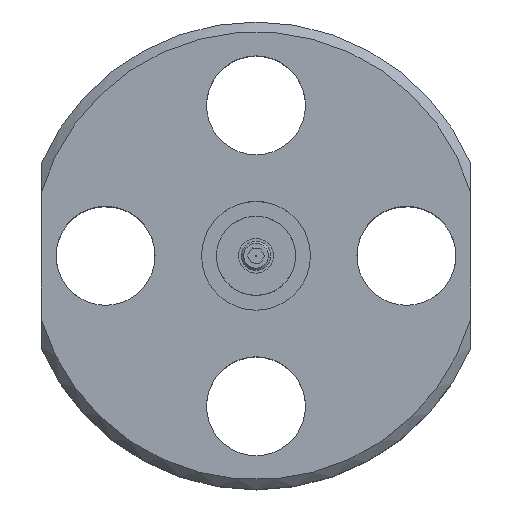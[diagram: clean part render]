
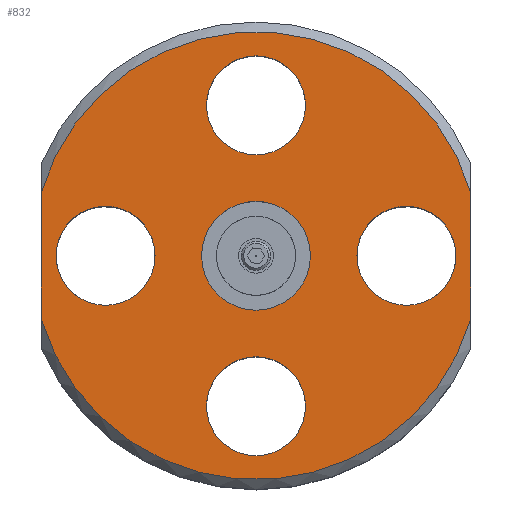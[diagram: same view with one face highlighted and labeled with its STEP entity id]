
A CAD part, top view. The second image highlights one B-rep face of the part: STEP entity #832.
In plain terms, the highlighted planar face has unit normal (0, 0, 1).
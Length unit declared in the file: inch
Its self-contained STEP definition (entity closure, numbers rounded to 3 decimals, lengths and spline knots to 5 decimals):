
#528 = VERTEX_POINT ( 'NONE', #2327 ) ;
#551 = VERTEX_POINT ( 'NONE', #2437 ) ;
#552 = EDGE_CURVE ( 'NONE', #551, #528, #2478, .T. ) ;
#563 = EDGE_CURVE ( 'NONE', #566, #564, #2446, .T. ) ;
#564 = VERTEX_POINT ( 'NONE', #2442 ) ;
#566 = VERTEX_POINT ( 'NONE', #2441 ) ;
#602 = VERTEX_POINT ( 'NONE', #2518 ) ;
#615 = EDGE_CURVE ( 'NONE', #616, #602, #2545, .T. ) ;
#616 = VERTEX_POINT ( 'NONE', #2537 ) ;
#777 = VERTEX_POINT ( 'NONE', #2927 ) ;
#778 = EDGE_CURVE ( 'NONE', #777, #780, #2925, .T. ) ;
#780 = VERTEX_POINT ( 'NONE', #2973 ) ;
#803 = ORIENTED_EDGE ( 'NONE', *, *, #2190, .F. ) ;
#817 = EDGE_LOOP ( 'NONE', ( #863, #862 ) ) ;
#824 = EDGE_CURVE ( 'NONE', #777, #602, #2976, .T. ) ;
#828 = ORIENTED_EDGE ( 'NONE', *, *, #824, .T. ) ;
#830 = EDGE_LOOP ( 'NONE', ( #831, #828, #851, #848 ) ) ;
#831 = ORIENTED_EDGE ( 'NONE', *, *, #778, .F. ) ;
#832 = ADVANCED_FACE ( 'NONE', ( #3024, #3023, #3022, #3021, #3020, #3019 ), #3018, .T. ) ;
#834 = EDGE_LOOP ( 'NONE', ( #835, #803 ) ) ;
#835 = ORIENTED_EDGE ( 'NONE', *, *, #837, .F. ) ;
#837 = EDGE_CURVE ( 'NONE', #2195, #2214, #3008, .T. ) ;
#838 = ORIENTED_EDGE ( 'NONE', *, *, #841, .F. ) ;
#839 = EDGE_LOOP ( 'NONE', ( #838, #840 ) ) ;
#840 = ORIENTED_EDGE ( 'NONE', *, *, #7012, .F. ) ;
#841 = EDGE_CURVE ( 'NONE', #7003, #7011, #3074, .T. ) ;
#843 = ORIENTED_EDGE ( 'NONE', *, *, #1060, .F. ) ;
#845 = ORIENTED_EDGE ( 'NONE', *, *, #846, .F. ) ;
#846 = EDGE_CURVE ( 'NONE', #1062, #1058, #3063, .T. ) ;
#848 = ORIENTED_EDGE ( 'NONE', *, *, #850, .T. ) ;
#849 = EDGE_LOOP ( 'NONE', ( #845, #843 ) ) ;
#850 = EDGE_CURVE ( 'NONE', #616, #780, #3058, .T. ) ;
#851 = ORIENTED_EDGE ( 'NONE', *, *, #615, .F. ) ;
#857 = ORIENTED_EDGE ( 'NONE', *, *, #563, .F. ) ;
#859 = EDGE_LOOP ( 'NONE', ( #860, #857 ) ) ;
#860 = ORIENTED_EDGE ( 'NONE', *, *, #861, .F. ) ;
#861 = EDGE_CURVE ( 'NONE', #564, #566, #3098, .T. ) ;
#862 = ORIENTED_EDGE ( 'NONE', *, *, #552, .F. ) ;
#863 = ORIENTED_EDGE ( 'NONE', *, *, #867, .F. ) ;
#867 = EDGE_CURVE ( 'NONE', #528, #551, #3092, .T. ) ;
#1058 = VERTEX_POINT ( 'NONE', #3633 ) ;
#1060 = EDGE_CURVE ( 'NONE', #1058, #1062, #3632, .T. ) ;
#1062 = VERTEX_POINT ( 'NONE', #3626 ) ;
#2190 = EDGE_CURVE ( 'NONE', #2214, #2195, #5822, .T. ) ;
#2195 = VERTEX_POINT ( 'NONE', #5855 ) ;
#2214 = VERTEX_POINT ( 'NONE', #5882 ) ;
#2327 = CARTESIAN_POINT ( 'NONE',  ( 2.525, 0., 1.47638 ) ) ;
#2437 = CARTESIAN_POINT ( 'NONE',  ( 1.275, 0., 1.47638 ) ) ;
#2441 = CARTESIAN_POINT ( 'NONE',  ( -0.625, 1.9, 1.47638 ) ) ;
#2442 = CARTESIAN_POINT ( 'NONE',  ( 0.625, 1.9, 1.47638 ) ) ;
#2443 = DIRECTION ( 'NONE',  ( 1., 0., 0. ) ) ;
#2444 = DIRECTION ( 'NONE',  ( 0., 0., 1. ) ) ;
#2445 = AXIS2_PLACEMENT_3D ( 'NONE', #2450, #2444, #2443 ) ;
#2446 = CIRCLE ( 'NONE', #2445, 0.625 ) ;
#2450 = CARTESIAN_POINT ( 'NONE',  ( 0., 1.9, 1.47638 ) ) ;
#2474 = DIRECTION ( 'NONE',  ( 1., 0., 0. ) ) ;
#2475 = DIRECTION ( 'NONE',  ( 0., 0., 1. ) ) ;
#2476 = CARTESIAN_POINT ( 'NONE',  ( 1.9, 0., 1.47638 ) ) ;
#2477 = AXIS2_PLACEMENT_3D ( 'NONE', #2476, #2475, #2474 ) ;
#2478 = CIRCLE ( 'NONE', #2477, 0.625 ) ;
#2518 = CARTESIAN_POINT ( 'NONE',  ( -2.712, 0.80079, 1.47638 ) ) ;
#2537 = CARTESIAN_POINT ( 'NONE',  ( -2.712, -0.80079, 1.47638 ) ) ;
#2538 = DIRECTION ( 'NONE',  ( 0., 1., 0. ) ) ;
#2539 = VECTOR ( 'NONE', #2538, 39.37008 ) ;
#2540 = CARTESIAN_POINT ( 'NONE',  ( -2.712, 1.16783, 1.47638 ) ) ;
#2545 = LINE ( 'NONE', #2540, #2539 ) ;
#2918 = DIRECTION ( 'NONE',  ( 0., -1., 0. ) ) ;
#2919 = VECTOR ( 'NONE', #2918, 39.37008 ) ;
#2925 = LINE ( 'NONE', #2926, #2919 ) ;
#2926 = CARTESIAN_POINT ( 'NONE',  ( 2.712, 1.16783, 1.47638 ) ) ;
#2927 = CARTESIAN_POINT ( 'NONE',  ( 2.712, 0.80079, 1.47638 ) ) ;
#2973 = CARTESIAN_POINT ( 'NONE',  ( 2.712, -0.80079, 1.47638 ) ) ;
#2974 = CARTESIAN_POINT ( 'NONE',  ( 0., 0., 1.47638 ) ) ;
#2975 = AXIS2_PLACEMENT_3D ( 'NONE', #2974, #3037, #3036 ) ;
#2976 = CIRCLE ( 'NONE', #2975, 2.82776 ) ;
#3004 = DIRECTION ( 'NONE',  ( 1., 0., 0. ) ) ;
#3005 = DIRECTION ( 'NONE',  ( 0., 0., 1. ) ) ;
#3006 = CARTESIAN_POINT ( 'NONE',  ( 0., 0., 1.47638 ) ) ;
#3007 = AXIS2_PLACEMENT_3D ( 'NONE', #3006, #3005, #3004 ) ;
#3008 = CIRCLE ( 'NONE', #3007, 0.6875 ) ;
#3013 = DIRECTION ( 'NONE',  ( 1., 0., 0. ) ) ;
#3014 = DIRECTION ( 'NONE',  ( 0., 0., 1. ) ) ;
#3015 = CARTESIAN_POINT ( 'NONE',  ( 0., 0., 1.47638 ) ) ;
#3017 = AXIS2_PLACEMENT_3D ( 'NONE', #3015, #3014, #3013 ) ;
#3018 = PLANE ( 'NONE',  #3017 ) ;
#3019 = FACE_BOUND ( 'NONE', #859, .T. ) ;
#3020 = FACE_BOUND ( 'NONE', #817, .T. ) ;
#3021 = FACE_BOUND ( 'NONE', #839, .T. ) ;
#3022 = FACE_BOUND ( 'NONE', #849, .T. ) ;
#3023 = FACE_OUTER_BOUND ( 'NONE', #830, .T. ) ;
#3024 = FACE_BOUND ( 'NONE', #834, .T. ) ;
#3036 = DIRECTION ( 'NONE',  ( 1., 0., 0. ) ) ;
#3037 = DIRECTION ( 'NONE',  ( 0., 0., 1. ) ) ;
#3054 = DIRECTION ( 'NONE',  ( 1., 0., 0. ) ) ;
#3055 = DIRECTION ( 'NONE',  ( 0., 0., 1. ) ) ;
#3056 = CARTESIAN_POINT ( 'NONE',  ( 0., 0., 1.47638 ) ) ;
#3057 = AXIS2_PLACEMENT_3D ( 'NONE', #3056, #3055, #3054 ) ;
#3058 = CIRCLE ( 'NONE', #3057, 2.82776 ) ;
#3059 = DIRECTION ( 'NONE',  ( 1., 0., 0. ) ) ;
#3060 = DIRECTION ( 'NONE',  ( 0., 0., 1. ) ) ;
#3061 = CARTESIAN_POINT ( 'NONE',  ( -1.9, 0., 1.47638 ) ) ;
#3062 = AXIS2_PLACEMENT_3D ( 'NONE', #3061, #3060, #3059 ) ;
#3063 = CIRCLE ( 'NONE', #3062, 0.625 ) ;
#3070 = DIRECTION ( 'NONE',  ( 1., 0., 0. ) ) ;
#3071 = DIRECTION ( 'NONE',  ( 0., 0., 1. ) ) ;
#3072 = CARTESIAN_POINT ( 'NONE',  ( 0., -1.9, 1.47638 ) ) ;
#3073 = AXIS2_PLACEMENT_3D ( 'NONE', #3072, #3071, #3070 ) ;
#3074 = CIRCLE ( 'NONE', #3073, 0.625 ) ;
#3088 = DIRECTION ( 'NONE',  ( 1., 0., 0. ) ) ;
#3089 = DIRECTION ( 'NONE',  ( 0., 0., 1. ) ) ;
#3090 = CARTESIAN_POINT ( 'NONE',  ( 1.9, 0., 1.47638 ) ) ;
#3091 = AXIS2_PLACEMENT_3D ( 'NONE', #3090, #3089, #3088 ) ;
#3092 = CIRCLE ( 'NONE', #3091, 0.625 ) ;
#3094 = DIRECTION ( 'NONE',  ( 1., 0., 0. ) ) ;
#3095 = DIRECTION ( 'NONE',  ( 0., 0., 1. ) ) ;
#3096 = CARTESIAN_POINT ( 'NONE',  ( 0., 1.9, 1.47638 ) ) ;
#3097 = AXIS2_PLACEMENT_3D ( 'NONE', #3096, #3095, #3094 ) ;
#3098 = CIRCLE ( 'NONE', #3097, 0.625 ) ;
#3626 = CARTESIAN_POINT ( 'NONE',  ( -1.275, 0., 1.47638 ) ) ;
#3628 = DIRECTION ( 'NONE',  ( 1., 0., 0. ) ) ;
#3629 = DIRECTION ( 'NONE',  ( 0., 0., 1. ) ) ;
#3630 = CARTESIAN_POINT ( 'NONE',  ( -1.9, 0., 1.47638 ) ) ;
#3631 = AXIS2_PLACEMENT_3D ( 'NONE', #3630, #3629, #3628 ) ;
#3632 = CIRCLE ( 'NONE', #3631, 0.625 ) ;
#3633 = CARTESIAN_POINT ( 'NONE',  ( -2.525, 0., 1.47638 ) ) ;
#5819 = DIRECTION ( 'NONE',  ( 1., 0., 0. ) ) ;
#5820 = DIRECTION ( 'NONE',  ( 0., 0., 1. ) ) ;
#5821 = AXIS2_PLACEMENT_3D ( 'NONE', #5827, #5820, #5819 ) ;
#5822 = CIRCLE ( 'NONE', #5821, 0.6875 ) ;
#5827 = CARTESIAN_POINT ( 'NONE',  ( 0., 0., 1.47638 ) ) ;
#5855 = CARTESIAN_POINT ( 'NONE',  ( 0.6875, 0., 1.47638 ) ) ;
#5882 = CARTESIAN_POINT ( 'NONE',  ( -0.6875, 0., 1.47638 ) ) ;
#6026 = CARTESIAN_POINT ( 'NONE',  ( -0.625, -1.9, 1.47638 ) ) ;
#6061 = CARTESIAN_POINT ( 'NONE',  ( 0.625, -1.9, 1.47638 ) ) ;
#6087 = DIRECTION ( 'NONE',  ( 1., 0., 0. ) ) ;
#6088 = DIRECTION ( 'NONE',  ( 0., 0., 1. ) ) ;
#6089 = CARTESIAN_POINT ( 'NONE',  ( 0., -1.9, 1.47638 ) ) ;
#6090 = AXIS2_PLACEMENT_3D ( 'NONE', #6089, #6088, #6087 ) ;
#6091 = CIRCLE ( 'NONE', #6090, 0.625 ) ;
#7003 = VERTEX_POINT ( 'NONE', #6061 ) ;
#7011 = VERTEX_POINT ( 'NONE', #6026 ) ;
#7012 = EDGE_CURVE ( 'NONE', #7011, #7003, #6091, .T. ) ;
